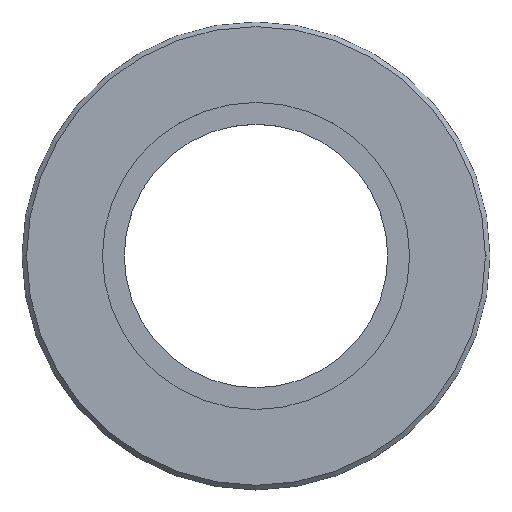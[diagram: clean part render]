
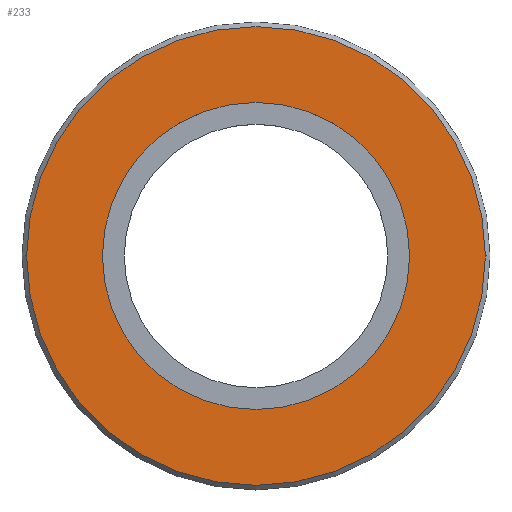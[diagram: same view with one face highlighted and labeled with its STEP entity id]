
A CAD part, top view. The second image highlights one B-rep face of the part: STEP entity #233.
In plain terms, the highlighted planar face has unit normal (0, 0, 1).
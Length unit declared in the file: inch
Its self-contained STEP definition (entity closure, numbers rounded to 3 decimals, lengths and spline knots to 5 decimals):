
#22 = DIRECTION ( 'NONE',  ( 0., 0., 1. ) ) ;
#25 = AXIS2_PLACEMENT_3D ( 'NONE', #356, #22, #194 ) ;
#30 = CIRCLE ( 'NONE', #53, 0.65625 ) ;
#48 = VERTEX_POINT ( 'NONE', #136 ) ;
#50 = ORIENTED_EDGE ( 'NONE', *, *, #96, .T. ) ;
#53 = AXIS2_PLACEMENT_3D ( 'NONE', #272, #238, #60 ) ;
#56 = ORIENTED_EDGE ( 'NONE', *, *, #64, .T. ) ;
#60 = DIRECTION ( 'NONE',  ( 1., 0., 0. ) ) ;
#64 = EDGE_CURVE ( 'NONE', #132, #48, #196, .T. ) ;
#74 = CARTESIAN_POINT ( 'NONE',  ( -0.65625, 0., 0. ) ) ;
#81 = VERTEX_POINT ( 'NONE', #74 ) ;
#83 = CIRCLE ( 'NONE', #399, 0.65625 ) ;
#87 = FACE_OUTER_BOUND ( 'NONE', #383, .T. ) ;
#90 = CARTESIAN_POINT ( 'NONE',  ( -0.98031, 0., 0. ) ) ;
#96 = EDGE_CURVE ( 'NONE', #48, #132, #125, .T. ) ;
#106 = ORIENTED_EDGE ( 'NONE', *, *, #210, .F. ) ;
#125 = CIRCLE ( 'NONE', #236, 0.98031 ) ;
#132 = VERTEX_POINT ( 'NONE', #90 ) ;
#136 = CARTESIAN_POINT ( 'NONE',  ( 0.98031, 0., 0. ) ) ;
#147 = DIRECTION ( 'NONE',  ( 1., 0., 0. ) ) ;
#150 = CARTESIAN_POINT ( 'NONE',  ( 0.65625, 0., 0. ) ) ;
#169 = DIRECTION ( 'NONE',  ( 0., 0., 1. ) ) ;
#172 = EDGE_CURVE ( 'NONE', #319, #81, #83, .T. ) ;
#194 = DIRECTION ( 'NONE',  ( 1., 0., 0. ) ) ;
#196 = CIRCLE ( 'NONE', #25, 0.98031 ) ;
#207 = PLANE ( 'NONE',  #335 ) ;
#210 = EDGE_CURVE ( 'NONE', #81, #319, #30, .T. ) ;
#221 = EDGE_LOOP ( 'NONE', ( #247, #106 ) ) ;
#227 = CARTESIAN_POINT ( 'NONE',  ( 0., 0., 0. ) ) ;
#233 = ADVANCED_FACE ( 'NONE', ( #87, #239 ), #207, .T. ) ;
#234 = DIRECTION ( 'NONE',  ( 0., 0., 1. ) ) ;
#236 = AXIS2_PLACEMENT_3D ( 'NONE', #227, #169, #297 ) ;
#238 = DIRECTION ( 'NONE',  ( 0., 0., 1. ) ) ;
#239 = FACE_BOUND ( 'NONE', #221, .T. ) ;
#247 = ORIENTED_EDGE ( 'NONE', *, *, #172, .F. ) ;
#264 = CARTESIAN_POINT ( 'NONE',  ( 0.65625, 0., 0. ) ) ;
#272 = CARTESIAN_POINT ( 'NONE',  ( 0., 0., 0. ) ) ;
#297 = DIRECTION ( 'NONE',  ( 1., 0., 0. ) ) ;
#305 = DIRECTION ( 'NONE',  ( 0., 0., 1. ) ) ;
#319 = VERTEX_POINT ( 'NONE', #150 ) ;
#335 = AXIS2_PLACEMENT_3D ( 'NONE', #264, #234, #403 ) ;
#356 = CARTESIAN_POINT ( 'NONE',  ( 0., 0., 0. ) ) ;
#370 = CARTESIAN_POINT ( 'NONE',  ( 0., 0., 0. ) ) ;
#383 = EDGE_LOOP ( 'NONE', ( #56, #50 ) ) ;
#399 = AXIS2_PLACEMENT_3D ( 'NONE', #370, #305, #147 ) ;
#403 = DIRECTION ( 'NONE',  ( 1., 0., 0. ) ) ;
